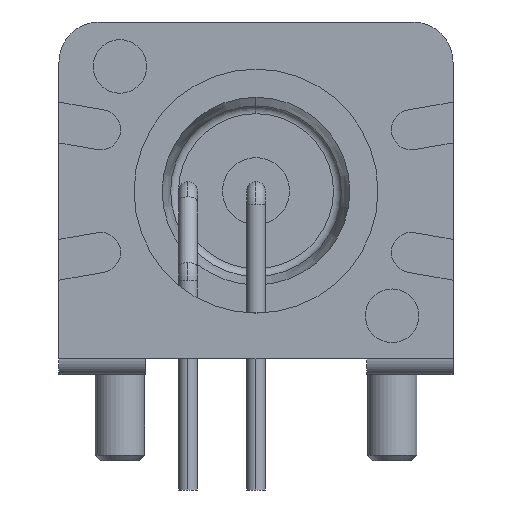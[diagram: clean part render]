
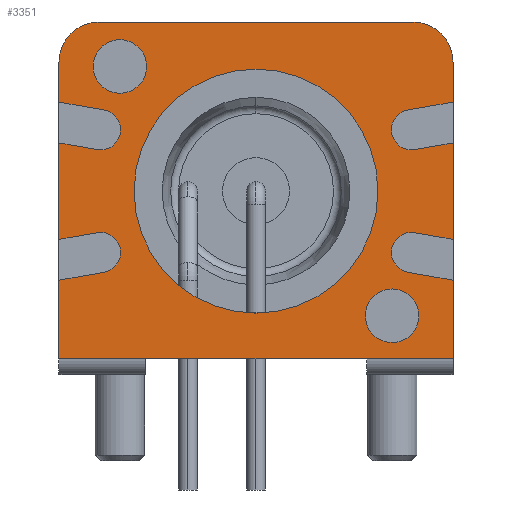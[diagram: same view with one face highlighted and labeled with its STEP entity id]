
A CAD part, left-side view. The second image highlights one B-rep face of the part: STEP entity #3351.
In plain terms, the highlighted planar face has unit normal (-1, 0, 0).
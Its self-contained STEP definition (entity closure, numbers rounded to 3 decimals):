
#2767=CARTESIAN_POINT('',(-6.9,5.08,10.5));
#2768=VERTEX_POINT('',#2767);
#2777=CARTESIAN_POINT('',(-6.9,5.08,12.5));
#2778=VERTEX_POINT('',#2777);
#2779=CARTESIAN_POINT('',(-6.9,5.08,11.5));
#2780=DIRECTION('',(1.0,0.0,0.0));
#2781=DIRECTION('',(0.0,0.0,-1.0));
#2782=AXIS2_PLACEMENT_3D('',#2779,#2780,#2781);
#2783=CIRCLE('',#2782,1.0);
#2784=EDGE_CURVE('',#2778,#2768,#2783,.T.);
#2809=CARTESIAN_POINT('',(-6.9,-5.08,1.2));
#2810=VERTEX_POINT('',#2809);
#2819=CARTESIAN_POINT('',(-6.9,-5.08,3.2));
#2820=VERTEX_POINT('',#2819);
#2821=CARTESIAN_POINT('',(-6.9,-5.08,2.2));
#2822=DIRECTION('',(1.0,0.0,0.0));
#2823=DIRECTION('',(0.0,0.0,-1.0));
#2824=AXIS2_PLACEMENT_3D('',#2821,#2822,#2823);
#2825=CIRCLE('',#2824,1.0);
#2826=EDGE_CURVE('',#2820,#2810,#2825,.T.);
#2851=CARTESIAN_POINT('',(-6.9,0.,2.3));
#2852=VERTEX_POINT('',#2851);
#2861=CARTESIAN_POINT('',(-6.9,0.,11.4));
#2862=VERTEX_POINT('',#2861);
#2863=CARTESIAN_POINT('',(-6.9,0.,6.85));
#2864=DIRECTION('',(1.0,0.0,0.0));
#2865=DIRECTION('',(0.0,0.0,-1.0));
#2866=AXIS2_PLACEMENT_3D('',#2863,#2864,#2865);
#2867=CIRCLE('',#2866,4.55);
#2868=EDGE_CURVE('',#2862,#2852,#2867,.T.);
#3030=CARTESIAN_POINT('',(-6.9,0.,6.85));
#3031=DIRECTION('',(1.0,0.0,0.0));
#3032=DIRECTION('',(0.0,0.0,-1.0));
#3033=AXIS2_PLACEMENT_3D('',#3030,#3031,#3032);
#3034=CIRCLE('',#3033,4.55);
#3035=EDGE_CURVE('',#2852,#2862,#3034,.T.);
#3068=CARTESIAN_POINT('',(-6.9,-5.08,2.2));
#3069=DIRECTION('',(1.0,0.0,0.0));
#3070=DIRECTION('',(0.0,0.0,-1.0));
#3071=AXIS2_PLACEMENT_3D('',#3068,#3069,#3070);
#3072=CIRCLE('',#3071,1.0);
#3073=EDGE_CURVE('',#2810,#2820,#3072,.T.);
#3102=CARTESIAN_POINT('',(-6.9,5.08,11.5));
#3103=DIRECTION('',(1.0,0.0,0.0));
#3104=DIRECTION('',(0.0,0.0,-1.0));
#3105=AXIS2_PLACEMENT_3D('',#3102,#3103,#3104);
#3106=CIRCLE('',#3105,1.0);
#3107=EDGE_CURVE('',#2768,#2778,#3106,.T.);
#3137=CARTESIAN_POINT('',(-6.9,-7.35,0.6));
#3138=VERTEX_POINT('',#3137);
#3145=CARTESIAN_POINT('',(-6.9,7.35,0.6));
#3146=VERTEX_POINT('',#3145);
#3147=CARTESIAN_POINT('',(-6.9,7.35,0.6));
#3148=DIRECTION('',(0.0,-1.0,0.0));
#3149=VECTOR('',#3148,14.7);
#3150=LINE('',#3147,#3149);
#3151=EDGE_CURVE('',#3146,#3138,#3150,.T.);
#3175=CARTESIAN_POINT('',(-6.9,-7.35,11.66));
#3176=VERTEX_POINT('',#3175);
#3183=CARTESIAN_POINT('',(-6.9,-7.35,0.6));
#3184=DIRECTION('',(0.0,0.0,1.0));
#3185=VECTOR('',#3184,11.06);
#3186=LINE('',#3183,#3185);
#3187=EDGE_CURVE('',#3138,#3176,#3186,.T.);
#3207=CARTESIAN_POINT('',(-6.9,-5.85,13.16));
#3208=VERTEX_POINT('',#3207);
#3215=CARTESIAN_POINT('',(-6.9,-5.85,11.66));
#3216=DIRECTION('',(-1.0,0.,0.));
#3217=DIRECTION('',(0.,-0.707,0.707));
#3218=AXIS2_PLACEMENT_3D('',#3215,#3216,#3217);
#3219=CIRCLE('',#3218,1.5);
#3220=EDGE_CURVE('',#3176,#3208,#3219,.T.);
#3239=CARTESIAN_POINT('',(-6.9,5.85,13.16));
#3240=VERTEX_POINT('',#3239);
#3247=CARTESIAN_POINT('',(-6.9,-5.85,13.16));
#3248=DIRECTION('',(0.0,1.0,0.0));
#3249=VECTOR('',#3248,11.7);
#3250=LINE('',#3247,#3249);
#3251=EDGE_CURVE('',#3208,#3240,#3250,.T.);
#3271=CARTESIAN_POINT('',(-6.9,7.35,11.66));
#3272=VERTEX_POINT('',#3271);
#3279=CARTESIAN_POINT('',(-6.9,5.85,11.66));
#3280=DIRECTION('',(-1.0,0.,0.));
#3281=DIRECTION('',(0.,0.707,0.707));
#3282=AXIS2_PLACEMENT_3D('',#3279,#3280,#3281);
#3283=CIRCLE('',#3282,1.5);
#3284=EDGE_CURVE('',#3240,#3272,#3283,.T.);
#3302=CARTESIAN_POINT('',(-6.9,7.35,11.66));
#3303=DIRECTION('',(0.0,0.0,-1.0));
#3304=VECTOR('',#3303,11.06);
#3305=LINE('',#3302,#3304);
#3306=EDGE_CURVE('',#3272,#3146,#3305,.T.);
#3326=CARTESIAN_POINT('',(-6.9,0.,6.72));
#3327=DIRECTION('',(1.0,0.0,0.0));
#3328=DIRECTION('',(0.0,0.0,-1.0));
#3329=AXIS2_PLACEMENT_3D('',#3326,#3327,#3328);
#3330=PLANE('',#3329);
#3331=ORIENTED_EDGE('',*,*,#3306,.T.);
#3332=ORIENTED_EDGE('',*,*,#3151,.T.);
#3333=ORIENTED_EDGE('',*,*,#3187,.T.);
#3334=ORIENTED_EDGE('',*,*,#3220,.T.);
#3335=ORIENTED_EDGE('',*,*,#3251,.T.);
#3336=ORIENTED_EDGE('',*,*,#3284,.T.);
#3337=EDGE_LOOP('',(#3331,#3332,#3333,#3334,#3335,#3336));
#3338=FACE_OUTER_BOUND('',#3337,.T.);
#3339=ORIENTED_EDGE('',*,*,#3035,.T.);
#3340=ORIENTED_EDGE('',*,*,#2868,.T.);
#3341=EDGE_LOOP('',(#3339,#3340));
#3342=FACE_BOUND('',#3341,.T.);
#3343=ORIENTED_EDGE('',*,*,#3073,.T.);
#3344=ORIENTED_EDGE('',*,*,#2826,.T.);
#3345=EDGE_LOOP('',(#3343,#3344));
#3346=FACE_BOUND('',#3345,.T.);
#3347=ORIENTED_EDGE('',*,*,#3107,.T.);
#3348=ORIENTED_EDGE('',*,*,#2784,.T.);
#3349=EDGE_LOOP('',(#3347,#3348));
#3350=FACE_BOUND('',#3349,.T.);
#3351=ADVANCED_FACE('',(#3338,#3342,#3346,#3350),#3330,.F.);
